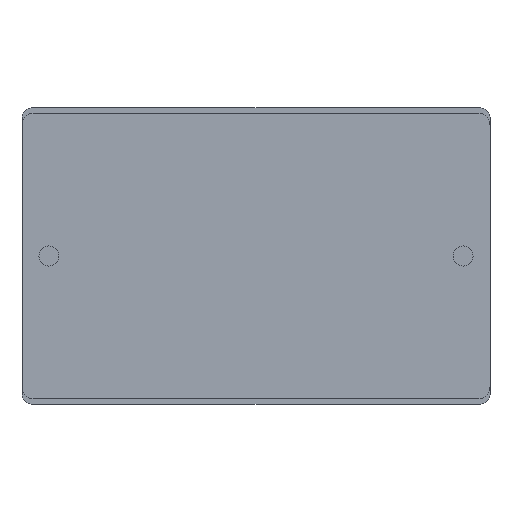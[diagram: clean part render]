
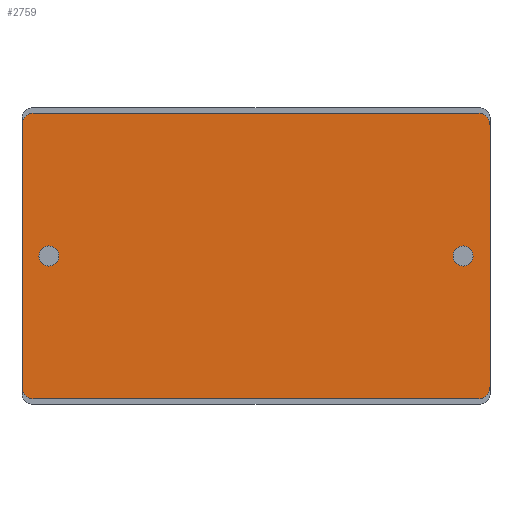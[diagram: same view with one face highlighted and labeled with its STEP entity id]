
A CAD part, front view. The second image highlights one B-rep face of the part: STEP entity #2759.
In plain terms, the highlighted planar face has unit normal (0, -1, 0).
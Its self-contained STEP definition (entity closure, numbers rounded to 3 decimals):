
#1=CARTESIAN_POINT('',(-65.05,0.,0.));
#2=DIRECTION('',(0.,-1.,0.));
#3=DIRECTION('',(1.,0.,0.));
#4=AXIS2_PLACEMENT_3D('',#1,#2,#3);
#6=CARTESIAN_POINT('',(-65.05,0.,0.));
#7=DIRECTION('',(0.,-1.,0.));
#8=DIRECTION('',(-1.,0.,0.));
#9=AXIS2_PLACEMENT_3D('',#6,#7,#8);
#11=CARTESIAN_POINT('',(65.05,0.,0.));
#12=DIRECTION('',(0.,-1.,0.));
#13=DIRECTION('',(1.,0.,0.));
#14=AXIS2_PLACEMENT_3D('',#11,#12,#13);
#16=CARTESIAN_POINT('',(65.05,0.,0.));
#17=DIRECTION('',(0.,-1.,0.));
#18=DIRECTION('',(-1.,0.,0.));
#19=AXIS2_PLACEMENT_3D('',#16,#17,#18);
#21=CARTESIAN_POINT('',(-69.7,0.,41.1));
#22=DIRECTION('',(0.,-1.,0.));
#23=DIRECTION('',(0.,0.,1.));
#24=AXIS2_PLACEMENT_3D('',#21,#22,#23);
#26=DIRECTION('',(1.,0.,0.));
#27=VECTOR('',#26,139.4);
#28=CARTESIAN_POINT('',(-69.7,0.,44.9));
#29=LINE('',#28,#27);
#30=CARTESIAN_POINT('',(69.7,0.,41.1));
#31=DIRECTION('',(0.,-1.,0.));
#32=DIRECTION('',(1.,0.,0.));
#33=AXIS2_PLACEMENT_3D('',#30,#31,#32);
#35=DIRECTION('',(0.,0.,-1.));
#36=VECTOR('',#35,82.2);
#37=CARTESIAN_POINT('',(73.5,0.,41.1));
#38=LINE('',#37,#36);
#39=CARTESIAN_POINT('',(69.7,0.,-41.1));
#40=DIRECTION('',(0.,-1.,0.));
#41=DIRECTION('',(0.,0.,-1.));
#42=AXIS2_PLACEMENT_3D('',#39,#40,#41);
#44=DIRECTION('',(1.,0.,0.));
#45=VECTOR('',#44,139.4);
#46=CARTESIAN_POINT('',(-69.7,0.,-44.9));
#47=LINE('',#46,#45);
#48=CARTESIAN_POINT('',(-69.7,0.,-41.1));
#49=DIRECTION('',(0.,-1.,0.));
#50=DIRECTION('',(-1.,0.,0.));
#51=AXIS2_PLACEMENT_3D('',#48,#49,#50);
#53=DIRECTION('',(0.,0.,1.));
#54=VECTOR('',#53,82.2);
#55=CARTESIAN_POINT('',(-73.5,0.,-41.1));
#56=LINE('',#55,#54);
#2375=CARTESIAN_POINT('',(-69.7,0.,44.9));
#2377=VERTEX_POINT('',#2375);
#2379=CARTESIAN_POINT('',(-73.5,0.,41.1));
#2380=VERTEX_POINT('',#2379);
#2383=CARTESIAN_POINT('',(-73.5,0.,-41.1));
#2384=CARTESIAN_POINT('',(-69.7,0.,-44.9));
#2385=VERTEX_POINT('',#2383);
#2386=VERTEX_POINT('',#2384);
#2391=CARTESIAN_POINT('',(73.5,0.,41.1));
#2392=CARTESIAN_POINT('',(69.7,0.,44.9));
#2393=VERTEX_POINT('',#2391);
#2394=VERTEX_POINT('',#2392);
#2399=CARTESIAN_POINT('',(69.7,0.,-44.9));
#2401=VERTEX_POINT('',#2399);
#2403=CARTESIAN_POINT('',(73.5,0.,-41.1));
#2404=VERTEX_POINT('',#2403);
#2415=CARTESIAN_POINT('',(-61.9,0.,0.));
#2416=CARTESIAN_POINT('',(-68.2,0.,0.));
#2417=VERTEX_POINT('',#2415);
#2418=VERTEX_POINT('',#2416);
#2419=CARTESIAN_POINT('',(68.2,0.,0.));
#2420=CARTESIAN_POINT('',(61.9,0.,0.));
#2421=VERTEX_POINT('',#2419);
#2422=VERTEX_POINT('',#2420);
#2724=CARTESIAN_POINT('',(0.,0.,0.));
#2725=DIRECTION('',(0.,1.,0.));
#2726=DIRECTION('',(1.,0.,0.));
#2727=AXIS2_PLACEMENT_3D('',#2724,#2725,#2726);
#2728=PLANE('',#2727);
#2730=ORIENTED_EDGE('',*,*,#2729,.F.);
#2732=ORIENTED_EDGE('',*,*,#2731,.T.);
#2734=ORIENTED_EDGE('',*,*,#2733,.F.);
#2736=ORIENTED_EDGE('',*,*,#2735,.T.);
#2738=ORIENTED_EDGE('',*,*,#2737,.F.);
#2740=ORIENTED_EDGE('',*,*,#2739,.F.);
#2742=ORIENTED_EDGE('',*,*,#2741,.F.);
#2744=ORIENTED_EDGE('',*,*,#2743,.T.);
#2745=EDGE_LOOP('',(#2730,#2732,#2734,#2736,#2738,#2740,#2742,#2744));
#2746=FACE_OUTER_BOUND('',#2745,.F.);
#2748=ORIENTED_EDGE('',*,*,#2747,.T.);
#2750=ORIENTED_EDGE('',*,*,#2749,.T.);
#2751=EDGE_LOOP('',(#2748,#2750));
#2752=FACE_BOUND('',#2751,.F.);
#2754=ORIENTED_EDGE('',*,*,#2753,.T.);
#2756=ORIENTED_EDGE('',*,*,#2755,.T.);
#2757=EDGE_LOOP('',(#2754,#2756));
#2758=FACE_BOUND('',#2757,.F.);
#2759=ADVANCED_FACE('',(#2746,#2752,#2758),#2728,.F.);
#5=CIRCLE('',#4,3.15);
#10=CIRCLE('',#9,3.15);
#15=CIRCLE('',#14,3.15);
#20=CIRCLE('',#19,3.15);
#25=CIRCLE('',#24,3.8);
#34=CIRCLE('',#33,3.8);
#43=CIRCLE('',#42,3.8);
#52=CIRCLE('',#51,3.8);
#2729=EDGE_CURVE('',#2377,#2380,#25,.T.);
#2731=EDGE_CURVE('',#2377,#2394,#29,.T.);
#2733=EDGE_CURVE('',#2393,#2394,#34,.T.);
#2735=EDGE_CURVE('',#2393,#2404,#38,.T.);
#2737=EDGE_CURVE('',#2401,#2404,#43,.T.);
#2739=EDGE_CURVE('',#2386,#2401,#47,.T.);
#2741=EDGE_CURVE('',#2385,#2386,#52,.T.);
#2743=EDGE_CURVE('',#2385,#2380,#56,.T.);
#2747=EDGE_CURVE('',#2421,#2422,#15,.T.);
#2749=EDGE_CURVE('',#2422,#2421,#20,.T.);
#2753=EDGE_CURVE('',#2417,#2418,#5,.T.);
#2755=EDGE_CURVE('',#2418,#2417,#10,.T.);
